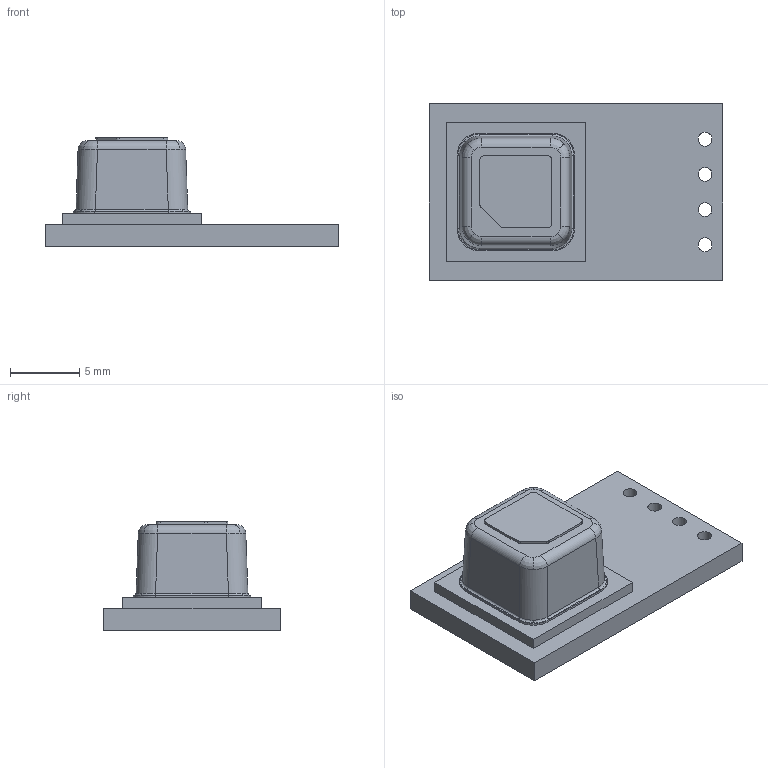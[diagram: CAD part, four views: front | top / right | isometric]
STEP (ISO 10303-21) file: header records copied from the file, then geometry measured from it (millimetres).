
FILE_DESCRIPTION(/* description */ (''),/* implementation_level */ '2;1');
FILE_NAME(/* name */ 'SCD40.step',/* time_stamp */ '2023-11-30T13:45:02+01:00',/* author */ (''),/* organization */ (''),/* preprocessor_version */ 'ST-DEVELOPER v20',/* originating_system */ 'Autodesk Translation Framework v12.14.0.127',/* authorisation */ '');
FILE_SCHEMA (('AUTOMOTIVE_DESIGN { 1 0 10303 214 3 1 1 }'));
Length unit declared in the file: millimetre
Products named in the file (2): SCD40; Sensirion_CO2_Sensors_SCD4x_STEP_file
Assembly tree (1 placements, depth 2):
  SCD40
    Sensirion_CO2_Sensors_SCD4x_STEP_file
Bounding box: 21.2 x 12.75 x 7.88 mm (x, y, z)
Volume: 834.7 mm3; surface area: 1049.9 mm2
Topology: 2 solids, 2 shells, 202 faces, 491 edges, 322 vertices
Faces by surface type: plane 155, cylinder 31, bspline 16
Full cylindrical faces by diameter (mm): 0.2 x1, 1 x4
Entity records: 6164 total; most frequent: CARTESIAN_POINT 1234, ORIENTED_EDGE 982, DIRECTION 947, EDGE_CURVE 491, LINE 397, VECTOR 397, VERTEX_POINT 322, AXIS2_PLACEMENT_3D 275
